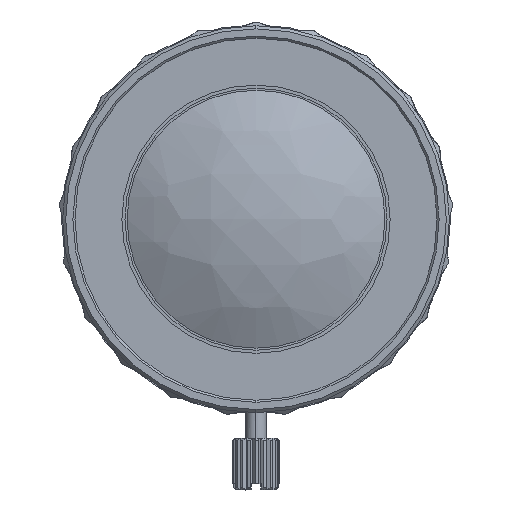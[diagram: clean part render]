
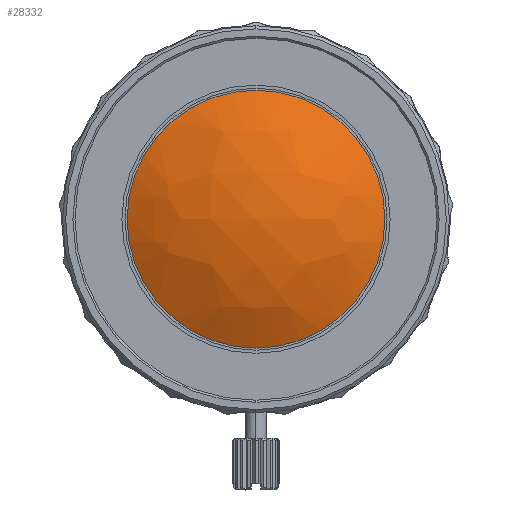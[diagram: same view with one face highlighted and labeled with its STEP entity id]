
A CAD part, left-side view. The second image highlights one B-rep face of the part: STEP entity #28332.
In plain terms, the highlighted free-form (B-spline) face has degree [3, 3] with [4, 4] control points.
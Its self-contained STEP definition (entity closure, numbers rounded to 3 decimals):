
#866 = CARTESIAN_POINT ( 'NONE',  ( -33.901, -4.845, -4.65 ) ) ;
#1111 = CIRCLE ( 'NONE', #19311, 12.5 ) ;
#2463 = VERTEX_POINT ( 'NONE', #18857 ) ;
#2582 = VERTEX_POINT ( 'NONE', #3676 ) ;
#3676 = CARTESIAN_POINT ( 'NONE',  ( -28.329, 0., -12.5 ) ) ;
#3697 = CARTESIAN_POINT ( 'NONE',  ( -25.4, 11.112, 12.638 ) ) ;
#3891 = CARTESIAN_POINT ( 'NONE',  ( -25.344, -11.128, -12.713 ) ) ;
#4084 = CARTESIAN_POINT ( 'NONE',  ( -33.91, 4.793, -4.65 ) ) ;
#6563 = CARTESIAN_POINT ( 'NONE',  ( -29.248, -4.059, -12.713 ) ) ;
#6749 = CARTESIAN_POINT ( 'NONE',  ( -29.255, -13.288, 4.561 ) ) ;
#7047 = CARTESIAN_POINT ( 'NONE',  ( -28.329, 0., 0. ) ) ;
#7675 = ORIENTED_EDGE ( 'NONE', *, *, #28550, .T. ) ;
#7838 = CARTESIAN_POINT ( 'NONE',  ( -28.329, 0., 0. ) ) ;
#8043 = CIRCLE ( 'NONE', #29258, 12.5 ) ;
#12271 = CARTESIAN_POINT ( 'NONE',  ( -33.917, -4.847, 4.561 ) ) ;
#13040 = CARTESIAN_POINT ( 'NONE',  ( -33.925, 4.795, 4.561 ) ) ;
#15500 = CARTESIAN_POINT ( 'NONE',  ( -25.364, 11.092, -12.713 ) ) ;
#15871 = CARTESIAN_POINT ( 'NONE',  ( -29.255, 4.016, -12.713 ) ) ;
#16843 = ORIENTED_EDGE ( 'NONE', *, *, #33242, .T. ) ;
#18348 = FACE_OUTER_BOUND ( 'NONE', #21680, .T. ) ;
#18857 = CARTESIAN_POINT ( 'NONE',  ( -28.329, 0., 12.5 ) ) ;
#19311 = AXIS2_PLACEMENT_3D ( 'NONE', #7047, #33284, #32364 ) ;
#21680 = EDGE_LOOP ( 'NONE', ( #7675, #16843 ) ) ;
#21718 = DIRECTION ( 'NONE',  ( 0., 0., 1. ) ) ;
#24607 = CARTESIAN_POINT ( 'NONE',  ( -29.291, -4.067, 12.638 ) ) ;
#27788 = DIRECTION ( 'NONE',  ( -1., 0., 0. ) ) ;
#28332 = ADVANCED_FACE ( 'NONE', ( #18348 ), #29072, .T. ) ;
#28550 = EDGE_CURVE ( 'NONE', #2463, #2582, #1111, .T. ) ;
#29072 =( BOUNDED_SURFACE ( )  B_SPLINE_SURFACE ( 3, 3, ( 
 ( #3891, #6563, #15871, #15500 ),
 ( #35660, #866, #4084, #35847 ),
 ( #6749, #12271, #13040, #29553 ),
 ( #29737, #24607, #36227, #3697 ) ),
 .UNSPECIFIED., .F., .F., .T. ) 
 B_SPLINE_SURFACE_WITH_KNOTS ( ( 4, 4 ),
 ( 4, 4 ),
 ( 0., 1. ),
 ( 0., 1. ),
 .UNSPECIFIED. ) 
 GEOMETRIC_REPRESENTATION_ITEM ( )  RATIONAL_B_SPLINE_SURFACE ( (
 ( 1., 0.917, 0.917, 1.),
 ( 0.917, 0.841, 0.841, 0.917),
 ( 0.917, 0.841, 0.841, 0.917),
 ( 1., 0.917, 0.917, 1.) ) ) 
 REPRESENTATION_ITEM ( '' )  SURFACE ( )  );
#29258 = AXIS2_PLACEMENT_3D ( 'NONE', #7838, #27788, #21718 ) ;
#29553 = CARTESIAN_POINT ( 'NONE',  ( -29.279, 13.245, 4.561 ) ) ;
#29737 = CARTESIAN_POINT ( 'NONE',  ( -25.38, -11.148, 12.638 ) ) ;
#32364 = DIRECTION ( 'NONE',  ( 0., 0., 1. ) ) ;
#33242 = EDGE_CURVE ( 'NONE', #2582, #2463, #8043, .T. ) ;
#33284 = DIRECTION ( 'NONE',  ( -1., 0., 0. ) ) ;
#35660 = CARTESIAN_POINT ( 'NONE',  ( -29.242, -13.281, -4.65 ) ) ;
#35847 = CARTESIAN_POINT ( 'NONE',  ( -29.266, 13.238, -4.65 ) ) ;
#36227 = CARTESIAN_POINT ( 'NONE',  ( -29.298, 4.023, 12.638 ) ) ;
